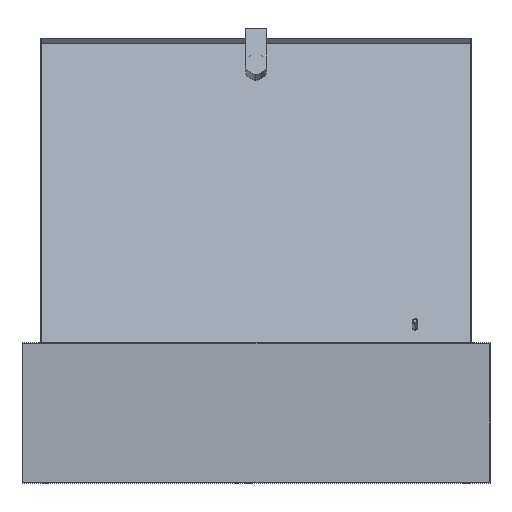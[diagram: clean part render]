
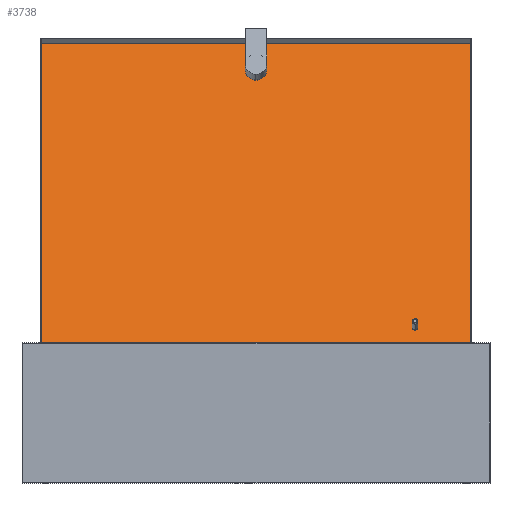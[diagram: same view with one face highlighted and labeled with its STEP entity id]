
A CAD part, left-side view. The second image highlights one B-rep face of the part: STEP entity #3738.
In plain terms, the highlighted face is planar.
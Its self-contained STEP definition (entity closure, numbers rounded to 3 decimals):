
#31 = ORIENTED_EDGE ( 'NONE', *, *, #663, .T. ) ;
#143 = EDGE_CURVE ( 'NONE', #3396, #3317, #4299, .T. ) ;
#201 = DIRECTION ( 'NONE',  ( -1., 0., 0. ) ) ;
#271 = EDGE_LOOP ( 'NONE', ( #3240, #3217 ) ) ;
#339 = DIRECTION ( 'NONE',  ( 0., 0., -1. ) ) ;
#342 = DIRECTION ( 'NONE',  ( 1., 0., 0. ) ) ;
#518 = VERTEX_POINT ( 'NONE', #1232 ) ;
#663 = EDGE_CURVE ( 'NONE', #4801, #1421, #2872, .T. ) ;
#680 = CARTESIAN_POINT ( 'NONE',  ( 178.5, -229., -1. ) ) ;
#682 = DIRECTION ( 'NONE',  ( 0., 0., 1. ) ) ;
#730 = DIRECTION ( 'NONE',  ( 0., 0., 1. ) ) ;
#882 = VECTOR ( 'NONE', #201, 1000. ) ;
#894 = CARTESIAN_POINT ( 'NONE',  ( -178.5, 0., -1. ) ) ;
#931 = VECTOR ( 'NONE', #2034, 1000. ) ;
#1097 = CARTESIAN_POINT ( 'NONE',  ( 178.5, 229., -1. ) ) ;
#1122 = CARTESIAN_POINT ( 'NONE',  ( 144.5, -170., -1. ) ) ;
#1204 = ORIENTED_EDGE ( 'NONE', *, *, #4776, .F. ) ;
#1232 = CARTESIAN_POINT ( 'NONE',  ( 141.5, -170., -1. ) ) ;
#1263 = ORIENTED_EDGE ( 'NONE', *, *, #2473, .F. ) ;
#1288 = VERTEX_POINT ( 'NONE', #1097 ) ;
#1335 = LINE ( 'NONE', #4676, #931 ) ;
#1421 = VERTEX_POINT ( 'NONE', #2201 ) ;
#1500 = DIRECTION ( 'NONE',  ( 1., 0., 0. ) ) ;
#1514 = CARTESIAN_POINT ( 'NONE',  ( -148.5, 0., -1. ) ) ;
#1595 = FACE_BOUND ( 'NONE', #271, .T. ) ;
#1762 = AXIS2_PLACEMENT_3D ( 'NONE', #1514, #2971, #1500 ) ;
#1854 = EDGE_CURVE ( 'NONE', #1421, #4801, #2797, .T. ) ;
#1904 = ORIENTED_EDGE ( 'NONE', *, *, #4648, .F. ) ;
#2034 = DIRECTION ( 'NONE',  ( 0., 1., 0. ) ) ;
#2045 = CIRCLE ( 'NONE', #4007, 3. ) ;
#2201 = CARTESIAN_POINT ( 'NONE',  ( -137., 0., -1. ) ) ;
#2386 = CARTESIAN_POINT ( 'NONE',  ( -160., 0., -1. ) ) ;
#2428 = CARTESIAN_POINT ( 'NONE',  ( 144.5, -170., -1. ) ) ;
#2431 = CARTESIAN_POINT ( 'NONE',  ( 0., 229., -1. ) ) ;
#2473 = EDGE_CURVE ( 'NONE', #3317, #1288, #1335, .T. ) ;
#2544 = EDGE_CURVE ( 'NONE', #518, #4745, #2045, .T. ) ;
#2585 = ORIENTED_EDGE ( 'NONE', *, *, #1854, .T. ) ;
#2754 = VERTEX_POINT ( 'NONE', #4877 ) ;
#2755 = DIRECTION ( 'NONE',  ( 0., -1., 0. ) ) ;
#2797 = CIRCLE ( 'NONE', #1762, 11.5 ) ;
#2842 = DIRECTION ( 'NONE',  ( 1., 0., 0. ) ) ;
#2847 = LINE ( 'NONE', #2431, #882 ) ;
#2872 = CIRCLE ( 'NONE', #3147, 11.5 ) ;
#2876 = DIRECTION ( 'NONE',  ( 1., 0., 0. ) ) ;
#2943 = DIRECTION ( 'NONE',  ( 1., 0., 0. ) ) ;
#2971 = DIRECTION ( 'NONE',  ( 0., 0., 1. ) ) ;
#3147 = AXIS2_PLACEMENT_3D ( 'NONE', #4097, #730, #342 ) ;
#3217 = ORIENTED_EDGE ( 'NONE', *, *, #2544, .F. ) ;
#3232 = EDGE_LOOP ( 'NONE', ( #2585, #31 ) ) ;
#3240 = ORIENTED_EDGE ( 'NONE', *, *, #4840, .F. ) ;
#3312 = EDGE_LOOP ( 'NONE', ( #1904, #1204, #1263, #4642 ) ) ;
#3317 = VERTEX_POINT ( 'NONE', #680 ) ;
#3396 = VERTEX_POINT ( 'NONE', #4750 ) ;
#3462 = CARTESIAN_POINT ( 'NONE',  ( 0., -229., -1. ) ) ;
#3508 = DIRECTION ( 'NONE',  ( 0., 0., -1. ) ) ;
#3518 = FACE_OUTER_BOUND ( 'NONE', #3312, .T. ) ;
#3664 = CARTESIAN_POINT ( 'NONE',  ( 0., 0., -1. ) ) ;
#3738 = ADVANCED_FACE ( 'NONE', ( #3885, #3518, #1595 ), #4036, .F. ) ;
#3879 = AXIS2_PLACEMENT_3D ( 'NONE', #3664, #682, #2876 ) ;
#3885 = FACE_BOUND ( 'NONE', #3232, .T. ) ;
#3917 = AXIS2_PLACEMENT_3D ( 'NONE', #1122, #339, #2943 ) ;
#3924 = CARTESIAN_POINT ( 'NONE',  ( 147.5, -170., -1. ) ) ;
#3978 = DIRECTION ( 'NONE',  ( 1., 0., 0. ) ) ;
#3995 = VECTOR ( 'NONE', #3978, 1000. ) ;
#4007 = AXIS2_PLACEMENT_3D ( 'NONE', #2428, #3508, #2842 ) ;
#4036 = PLANE ( 'NONE',  #3879 ) ;
#4097 = CARTESIAN_POINT ( 'NONE',  ( -148.5, 0., -1. ) ) ;
#4299 = LINE ( 'NONE', #3462, #3995 ) ;
#4642 = ORIENTED_EDGE ( 'NONE', *, *, #143, .F. ) ;
#4648 = EDGE_CURVE ( 'NONE', #2754, #3396, #4688, .T. ) ;
#4656 = CIRCLE ( 'NONE', #3917, 3. ) ;
#4676 = CARTESIAN_POINT ( 'NONE',  ( 178.5, 0., -1. ) ) ;
#4688 = LINE ( 'NONE', #894, #4748 ) ;
#4745 = VERTEX_POINT ( 'NONE', #3924 ) ;
#4748 = VECTOR ( 'NONE', #2755, 1000. ) ;
#4750 = CARTESIAN_POINT ( 'NONE',  ( -178.5, -229., -1. ) ) ;
#4776 = EDGE_CURVE ( 'NONE', #1288, #2754, #2847, .T. ) ;
#4801 = VERTEX_POINT ( 'NONE', #2386 ) ;
#4840 = EDGE_CURVE ( 'NONE', #4745, #518, #4656, .T. ) ;
#4877 = CARTESIAN_POINT ( 'NONE',  ( -178.5, 229., -1. ) ) ;
